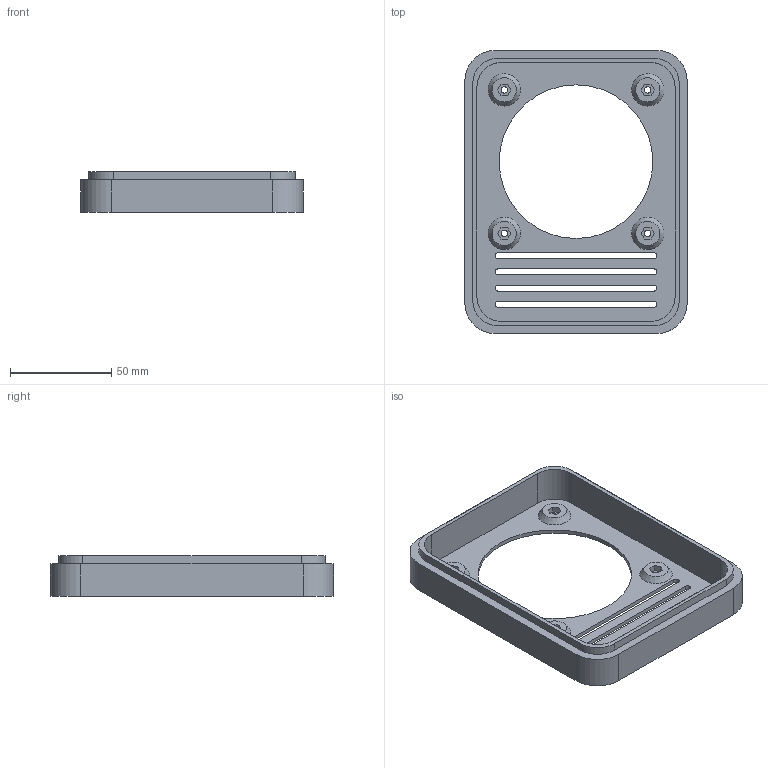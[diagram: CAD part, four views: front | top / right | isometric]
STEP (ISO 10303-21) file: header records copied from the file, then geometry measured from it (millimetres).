
FILE_DESCRIPTION(('FreeCAD Model'),'2;1');
FILE_NAME('Open CASCADE Shape Model','2022-01-13T22:02:53',('Author'),( ''),'Open CASCADE STEP processor 7.5','FreeCAD','Unknown');
FILE_SCHEMA(('AUTOMOTIVE_DESIGN { 1 0 10303 214 1 1 1 1 }'));
Length unit declared in the file: millimetre
Products named in the file (1): GT2560A+.board.lid
Bounding box: 110 x 140 x 20 mm (x, y, z)
Volume: 63594.8 mm3; surface area: 38895.7 mm2
Topology: 1 solids, 1 shells, 101 faces, 267 edges, 178 vertices
Faces by surface type: plane 64, cylinder 33, cone 4
Full cylindrical faces by diameter (mm): 3.2 x4, 76 x1
Entity records: 6608 total; most frequent: CARTESIAN_POINT 1209, DIRECTION 991, LINE 573, VECTOR 573, ORIENTED_EDGE 534, PCURVE 534, DEFINITIONAL_REPRESENTATION 534, EDGE_CURVE 267
